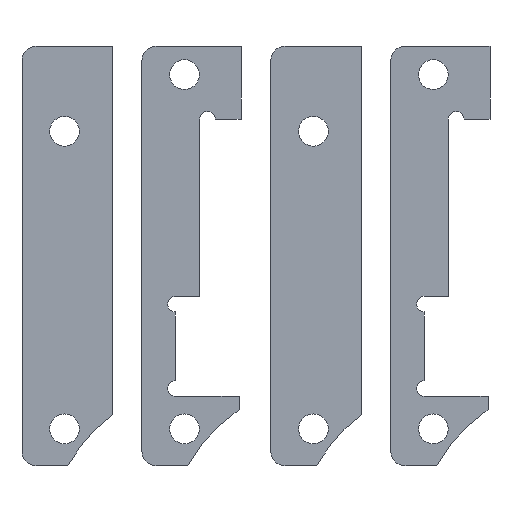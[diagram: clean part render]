
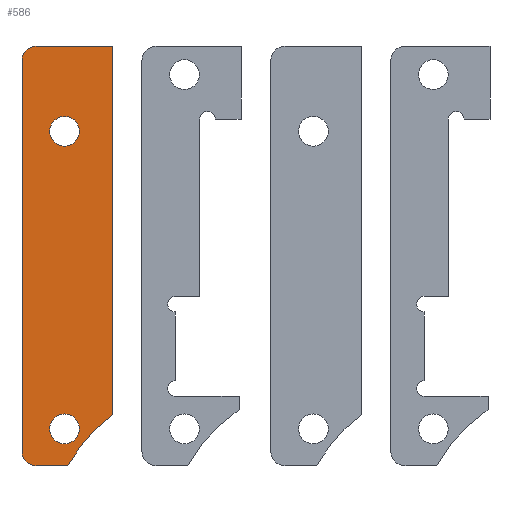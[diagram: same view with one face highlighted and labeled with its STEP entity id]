
A CAD part, front view. The second image highlights one B-rep face of the part: STEP entity #586.
In plain terms, the highlighted planar face has unit normal (0, -1, 0).
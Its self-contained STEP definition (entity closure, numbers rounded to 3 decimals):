
#37=FACE_BOUND('',#104,.T.);
#38=FACE_BOUND('',#105,.T.);
#47=PLANE('',#684);
#70=FACE_OUTER_BOUND('',#103,.T.);
#103=EDGE_LOOP('',(#443,#444,#445,#446,#447,#448,#449));
#104=EDGE_LOOP('',(#450));
#105=EDGE_LOOP('',(#451));
#135=LINE('',#926,#190);
#143=LINE('',#957,#198);
#146=LINE('',#964,#201);
#147=LINE('',#966,#202);
#190=VECTOR('',#743,10.);
#198=VECTOR('',#775,10.);
#201=VECTOR('',#784,10.);
#202=VECTOR('',#787,10.);
#242=CIRCLE('',#667,1.);
#247=CIRCLE('',#675,1.);
#248=CIRCLE('',#677,1.05);
#249=CIRCLE('',#679,11.584);
#250=CIRCLE('',#682,1.05);
#269=VERTEX_POINT('',#916);
#270=VERTEX_POINT('',#918);
#272=VERTEX_POINT('',#924);
#279=VERTEX_POINT('',#942);
#280=VERTEX_POINT('',#946);
#281=VERTEX_POINT('',#950);
#282=VERTEX_POINT('',#952);
#283=VERTEX_POINT('',#956);
#284=VERTEX_POINT('',#960);
#323=EDGE_CURVE('',#269,#270,#242,.T.);
#327=EDGE_CURVE('',#272,#269,#135,.T.);
#335=EDGE_CURVE('',#279,#272,#247,.T.);
#338=EDGE_CURVE('',#280,#280,#248,.T.);
#341=EDGE_CURVE('',#281,#282,#249,.T.);
#342=EDGE_CURVE('',#282,#283,#143,.T.);
#345=EDGE_CURVE('',#284,#284,#250,.T.);
#346=EDGE_CURVE('',#283,#270,#146,.T.);
#347=EDGE_CURVE('',#281,#279,#147,.T.);
#443=ORIENTED_EDGE('',*,*,#323,.F.);
#444=ORIENTED_EDGE('',*,*,#327,.F.);
#445=ORIENTED_EDGE('',*,*,#335,.F.);
#446=ORIENTED_EDGE('',*,*,#347,.F.);
#447=ORIENTED_EDGE('',*,*,#341,.T.);
#448=ORIENTED_EDGE('',*,*,#342,.T.);
#449=ORIENTED_EDGE('',*,*,#346,.T.);
#450=ORIENTED_EDGE('',*,*,#345,.T.);
#451=ORIENTED_EDGE('',*,*,#338,.T.);
#586=ADVANCED_FACE('',(#70,#37,#38),#47,.F.);
#667=AXIS2_PLACEMENT_3D('',#919,#736,#737);
#675=AXIS2_PLACEMENT_3D('',#943,#759,#760);
#677=AXIS2_PLACEMENT_3D('',#948,#765,#766);
#679=AXIS2_PLACEMENT_3D('',#954,#771,#772);
#682=AXIS2_PLACEMENT_3D('',#962,#780,#781);
#684=AXIS2_PLACEMENT_3D('',#965,#785,#786);
#736=DIRECTION('center_axis',(0.,1.,0.));
#737=DIRECTION('ref_axis',(-0.707,0.,0.707));
#743=DIRECTION('',(0.,0.,1.));
#759=DIRECTION('center_axis',(0.,1.,0.));
#760=DIRECTION('ref_axis',(-0.707,0.,-0.707));
#765=DIRECTION('center_axis',(0.,1.,0.));
#766=DIRECTION('ref_axis',(1.,0.,0.));
#771=DIRECTION('center_axis',(0.,1.,0.));
#772=DIRECTION('ref_axis',(1.,0.,0.));
#775=DIRECTION('',(0.,0.,1.));
#780=DIRECTION('center_axis',(0.,1.,0.));
#781=DIRECTION('ref_axis',(1.,0.,0.));
#784=DIRECTION('',(-1.,0.,0.));
#785=DIRECTION('center_axis',(0.,1.,0.));
#786=DIRECTION('ref_axis',(0.,0.,1.));
#787=DIRECTION('',(-1.,0.,0.));
#916=CARTESIAN_POINT('',(-1.,0.,-1.));
#918=CARTESIAN_POINT('',(0.,0.,0.));
#919=CARTESIAN_POINT('Origin',(0.,0.,-1.));
#924=CARTESIAN_POINT('',(-1.,0.,-28.6));
#926=CARTESIAN_POINT('',(-1.,0.,-29.6));
#942=CARTESIAN_POINT('',(0.,0.,-29.6));
#943=CARTESIAN_POINT('Origin',(0.,0.,-28.6));
#946=CARTESIAN_POINT('',(0.95,0.,-27.));
#948=CARTESIAN_POINT('Origin',(2.,0.,-27.));
#950=CARTESIAN_POINT('',(2.241,0.,-29.6));
#952=CARTESIAN_POINT('',(5.365,0.,-26.));
#954=CARTESIAN_POINT('Origin',(12.365,0.,-35.23));
#956=CARTESIAN_POINT('',(5.365,0.,0.));
#957=CARTESIAN_POINT('',(5.365,0.,-7.4));
#960=CARTESIAN_POINT('',(0.95,0.,-6.));
#962=CARTESIAN_POINT('Origin',(2.,0.,-6.));
#964=CARTESIAN_POINT('',(0.,0.,0.));
#965=CARTESIAN_POINT('Origin',(3.,0.,-14.8));
#966=CARTESIAN_POINT('',(6.,0.,-29.6));
